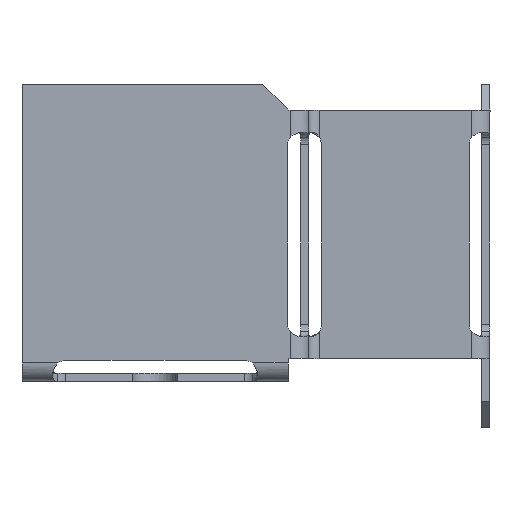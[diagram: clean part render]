
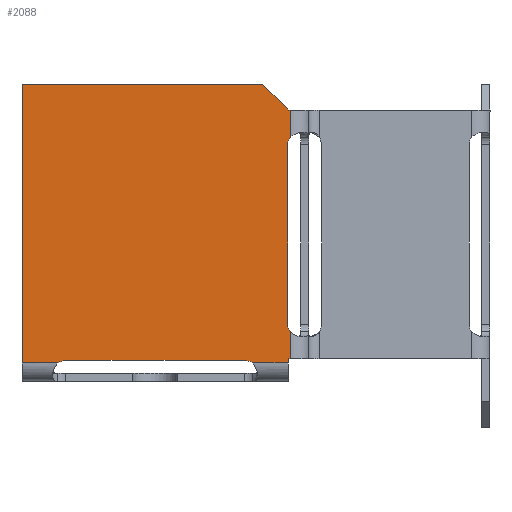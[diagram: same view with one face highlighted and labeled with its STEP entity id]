
A CAD part, left-side view. The second image highlights one B-rep face of the part: STEP entity #2088.
In plain terms, the highlighted planar face has unit normal (-1, 0, 0).
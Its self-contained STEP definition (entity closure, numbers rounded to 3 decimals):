
#1958=AXIS2_PLACEMENT_3D('Plane Axis2P3D',#1955,#1956,#1957) ;
#1985=AXIS2_PLACEMENT_3D('Circle Axis2P3D',#1983,#1984,$) ;
#1999=AXIS2_PLACEMENT_3D('Circle Axis2P3D',#1997,#1998,$) ;
#2013=AXIS2_PLACEMENT_3D('Circle Axis2P3D',#2011,#2012,$) ;
#2039=AXIS2_PLACEMENT_3D('Circle Axis2P3D',#2037,#2038,$) ;
#2053=AXIS2_PLACEMENT_3D('Circle Axis2P3D',#2051,#2052,$) ;
#1648=CARTESIAN_POINT('Vertex',(0.,19.49,9.357)) ;
#1651=CARTESIAN_POINT('Line Origine',(0.,19.49,6.7)) ;
#1655=CARTESIAN_POINT('Vertex',(0.,19.49,6.7)) ;
#1704=CARTESIAN_POINT('Line Origine',(0.,19.49,9.357)) ;
#1708=CARTESIAN_POINT('Vertex',(0.,19.49,31.)) ;
#1710=CARTESIAN_POINT('Vertex',(0.,19.49,28.343)) ;
#1955=CARTESIAN_POINT('Axis2P3D Location',(0.,45.685,-3.3)) ;
#1960=CARTESIAN_POINT('Line Origine',(0.,33.935,33.5)) ;
#1964=CARTESIAN_POINT('Vertex',(0.,45.685,33.5)) ;
#1966=CARTESIAN_POINT('Vertex',(0.,22.185,33.5)) ;
#1969=CARTESIAN_POINT('Line Origine',(0.,45.685,19.902)) ;
#1973=CARTESIAN_POINT('Vertex',(0.,45.685,6.305)) ;
#1976=CARTESIAN_POINT('Line Origine',(0.,43.932,6.305)) ;
#1980=CARTESIAN_POINT('Vertex',(0.,42.178,6.305)) ;
#1983=CARTESIAN_POINT('Axis2P3D Location',(0.,41.435,5.3)) ;
#1987=CARTESIAN_POINT('Vertex',(0.,41.435,6.55)) ;
#1990=CARTESIAN_POINT('Line Origine',(0.,37.293,6.55)) ;
#1994=CARTESIAN_POINT('Vertex',(0.,33.151,6.55)) ;
#1997=CARTESIAN_POINT('Axis2P3D Location',(0.,32.685,4.4)) ;
#2001=CARTESIAN_POINT('Vertex',(0.,32.219,6.55)) ;
#2004=CARTESIAN_POINT('Line Origine',(0.,28.077,6.55)) ;
#2008=CARTESIAN_POINT('Vertex',(0.,23.935,6.55)) ;
#2011=CARTESIAN_POINT('Axis2P3D Location',(0.,23.935,5.3)) ;
#2015=CARTESIAN_POINT('Vertex',(0.,23.192,6.305)) ;
#2018=CARTESIAN_POINT('Line Origine',(0.,21.438,6.305)) ;
#2022=CARTESIAN_POINT('Vertex',(0.,19.685,6.305)) ;
#2025=CARTESIAN_POINT('Line Origine',(0.,19.685,6.502)) ;
#2029=CARTESIAN_POINT('Vertex',(0.,19.685,6.7)) ;
#2032=CARTESIAN_POINT('Line Origine',(0.,19.587,6.7)) ;
#2037=CARTESIAN_POINT('Axis2P3D Location',(0.,18.485,10.1)) ;
#2041=CARTESIAN_POINT('Vertex',(0.,19.735,10.1)) ;
#2044=CARTESIAN_POINT('Line Origine',(0.,19.735,18.85)) ;
#2048=CARTESIAN_POINT('Vertex',(0.,19.735,27.6)) ;
#2051=CARTESIAN_POINT('Axis2P3D Location',(0.,18.485,27.6)) ;
#2056=CARTESIAN_POINT('Line Origine',(0.,19.587,31.)) ;
#2060=CARTESIAN_POINT('Vertex',(0.,19.685,31.)) ;
#2063=CARTESIAN_POINT('Line Origine',(0.,20.935,32.25)) ;
#1652=DIRECTION('Vector Direction',(0.,0.,1.)) ;
#1705=DIRECTION('Vector Direction',(0.,0.,1.)) ;
#1956=DIRECTION('Axis2P3D Direction',(1.,0.,0.)) ;
#1957=DIRECTION('Axis2P3D XDirection',(0.,1.,0.)) ;
#1961=DIRECTION('Vector Direction',(0.,-1.,0.)) ;
#1970=DIRECTION('Vector Direction',(0.,0.,1.)) ;
#1977=DIRECTION('Vector Direction',(0.,1.,0.)) ;
#1984=DIRECTION('Axis2P3D Direction',(1.,0.,0.)) ;
#1991=DIRECTION('Vector Direction',(0.,1.,0.)) ;
#1998=DIRECTION('Axis2P3D Direction',(1.,0.,0.)) ;
#2005=DIRECTION('Vector Direction',(0.,1.,0.)) ;
#2012=DIRECTION('Axis2P3D Direction',(1.,0.,0.)) ;
#2019=DIRECTION('Vector Direction',(0.,1.,0.)) ;
#2026=DIRECTION('Vector Direction',(0.,0.,-1.)) ;
#2033=DIRECTION('Vector Direction',(0.,1.,0.)) ;
#2038=DIRECTION('Axis2P3D Direction',(1.,0.,0.)) ;
#2045=DIRECTION('Vector Direction',(0.,0.,1.)) ;
#2052=DIRECTION('Axis2P3D Direction',(1.,0.,0.)) ;
#2057=DIRECTION('Vector Direction',(0.,-1.,0.)) ;
#2064=DIRECTION('Vector Direction',(0.,0.707,0.707)) ;
#1653=VECTOR('Line Direction',#1652,1.) ;
#1706=VECTOR('Line Direction',#1705,1.) ;
#1962=VECTOR('Line Direction',#1961,1.) ;
#1971=VECTOR('Line Direction',#1970,1.) ;
#1978=VECTOR('Line Direction',#1977,1.) ;
#1992=VECTOR('Line Direction',#1991,1.) ;
#2006=VECTOR('Line Direction',#2005,1.) ;
#2020=VECTOR('Line Direction',#2019,1.) ;
#2027=VECTOR('Line Direction',#2026,1.) ;
#2034=VECTOR('Line Direction',#2033,1.) ;
#2046=VECTOR('Line Direction',#2045,1.) ;
#2058=VECTOR('Line Direction',#2057,1.) ;
#2065=VECTOR('Line Direction',#2064,1.) ;
#2069=ORIENTED_EDGE('',*,*,#1968,.F.) ;
#2070=ORIENTED_EDGE('',*,*,#1975,.F.) ;
#2071=ORIENTED_EDGE('',*,*,#1982,.F.) ;
#2072=ORIENTED_EDGE('',*,*,#1989,.T.) ;
#2073=ORIENTED_EDGE('',*,*,#1996,.T.) ;
#2074=ORIENTED_EDGE('',*,*,#2003,.T.) ;
#2075=ORIENTED_EDGE('',*,*,#2010,.T.) ;
#2076=ORIENTED_EDGE('',*,*,#2017,.T.) ;
#2077=ORIENTED_EDGE('',*,*,#2024,.F.) ;
#2078=ORIENTED_EDGE('',*,*,#2031,.F.) ;
#2079=ORIENTED_EDGE('',*,*,#2036,.F.) ;
#2080=ORIENTED_EDGE('',*,*,#1657,.F.) ;
#2081=ORIENTED_EDGE('',*,*,#2043,.T.) ;
#2082=ORIENTED_EDGE('',*,*,#2050,.T.) ;
#2083=ORIENTED_EDGE('',*,*,#2055,.T.) ;
#2084=ORIENTED_EDGE('',*,*,#1712,.F.) ;
#2085=ORIENTED_EDGE('',*,*,#2062,.F.) ;
#2086=ORIENTED_EDGE('',*,*,#2067,.T.) ;
#2088=ADVANCED_FACE('Koerper.2',(#2087),#1959,.F.) ;
#1986=CIRCLE('generated circle',#1985,1.25) ;
#2000=CIRCLE('generated circle',#1999,2.2) ;
#2014=CIRCLE('generated circle',#2013,1.25) ;
#2040=CIRCLE('generated circle',#2039,1.25) ;
#2054=CIRCLE('generated circle',#2053,1.25) ;
#1657=EDGE_CURVE('',#1649,#1656,#1654,.F.) ;
#1712=EDGE_CURVE('',#1709,#1711,#1707,.F.) ;
#1968=EDGE_CURVE('',#1965,#1967,#1963,.T.) ;
#1975=EDGE_CURVE('',#1974,#1965,#1972,.T.) ;
#1982=EDGE_CURVE('',#1981,#1974,#1979,.T.) ;
#1989=EDGE_CURVE('',#1981,#1988,#1986,.T.) ;
#1996=EDGE_CURVE('',#1988,#1995,#1993,.F.) ;
#2003=EDGE_CURVE('',#1995,#2002,#2000,.T.) ;
#2010=EDGE_CURVE('',#2002,#2009,#2007,.F.) ;
#2017=EDGE_CURVE('',#2009,#2016,#2014,.T.) ;
#2024=EDGE_CURVE('',#2023,#2016,#2021,.T.) ;
#2031=EDGE_CURVE('',#2030,#2023,#2028,.T.) ;
#2036=EDGE_CURVE('',#1656,#2030,#2035,.T.) ;
#2043=EDGE_CURVE('',#1649,#2042,#2040,.T.) ;
#2050=EDGE_CURVE('',#2042,#2049,#2047,.T.) ;
#2055=EDGE_CURVE('',#2049,#1711,#2054,.T.) ;
#2062=EDGE_CURVE('',#2061,#1709,#2059,.T.) ;
#2067=EDGE_CURVE('',#2061,#1967,#2066,.T.) ;
#2068=EDGE_LOOP('',(#2069,#2070,#2071,#2072,#2073,#2074,#2075,#2076,#2077,#2078,#2079,#2080,#2081,#2082,#2083,#2084,#2085,#2086)) ;
#2087=FACE_OUTER_BOUND('',#2068,.T.) ;
#1654=LINE('Line',#1651,#1653) ;
#1707=LINE('Line',#1704,#1706) ;
#1963=LINE('Line',#1960,#1962) ;
#1972=LINE('Line',#1969,#1971) ;
#1979=LINE('Line',#1976,#1978) ;
#1993=LINE('Line',#1990,#1992) ;
#2007=LINE('Line',#2004,#2006) ;
#2021=LINE('Line',#2018,#2020) ;
#2028=LINE('Line',#2025,#2027) ;
#2035=LINE('Line',#2032,#2034) ;
#2047=LINE('Line',#2044,#2046) ;
#2059=LINE('Line',#2056,#2058) ;
#2066=LINE('Line',#2063,#2065) ;
#1959=PLANE('',#1958) ;
#1649=VERTEX_POINT('',#1648) ;
#1656=VERTEX_POINT('',#1655) ;
#1709=VERTEX_POINT('',#1708) ;
#1711=VERTEX_POINT('',#1710) ;
#1965=VERTEX_POINT('',#1964) ;
#1967=VERTEX_POINT('',#1966) ;
#1974=VERTEX_POINT('',#1973) ;
#1981=VERTEX_POINT('',#1980) ;
#1988=VERTEX_POINT('',#1987) ;
#1995=VERTEX_POINT('',#1994) ;
#2002=VERTEX_POINT('',#2001) ;
#2009=VERTEX_POINT('',#2008) ;
#2016=VERTEX_POINT('',#2015) ;
#2023=VERTEX_POINT('',#2022) ;
#2030=VERTEX_POINT('',#2029) ;
#2042=VERTEX_POINT('',#2041) ;
#2049=VERTEX_POINT('',#2048) ;
#2061=VERTEX_POINT('',#2060) ;
